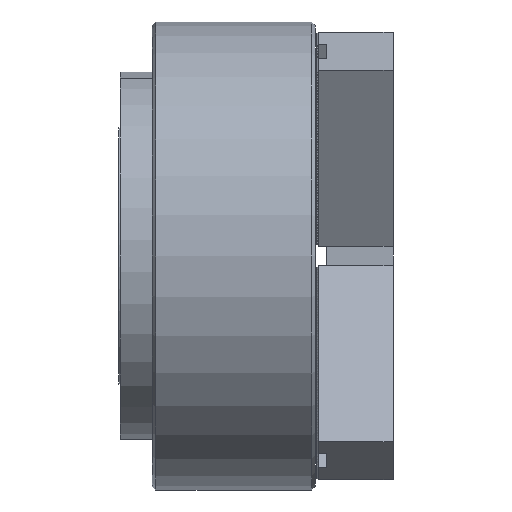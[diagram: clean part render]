
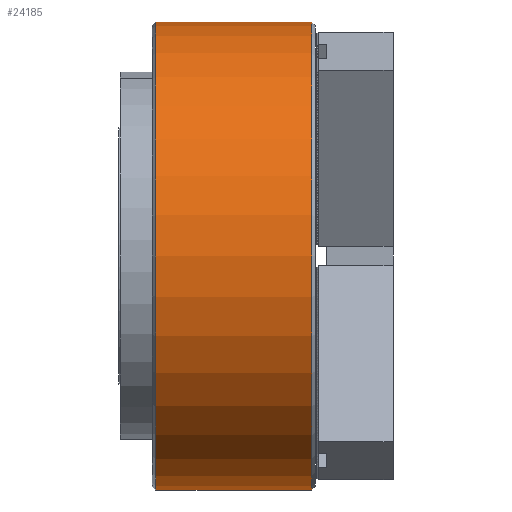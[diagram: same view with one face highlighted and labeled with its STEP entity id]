
A CAD part, front view. The second image highlights one B-rep face of the part: STEP entity #24185.
In plain terms, the highlighted cylindrical face has radius 190.5 mm (diameter 381 mm), a partial arc.
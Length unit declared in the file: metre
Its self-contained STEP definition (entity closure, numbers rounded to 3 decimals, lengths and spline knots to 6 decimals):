
#7119 = VERTEX_POINT ( 'NONE', #11027 ) ;
#7815 = VERTEX_POINT ( 'NONE', #11149 ) ;
#7965 = VERTEX_POINT ( 'NONE', #11236 ) ;
#7966 = VERTEX_POINT ( 'NONE', #11222 ) ;
#8175 = EDGE_CURVE ( 'NONE', #7965, #7966, #8622, .T. ) ;
#8211 = EDGE_CURVE ( 'NONE', #7119, #7815, #9083, .T. ) ;
#8622 = LINE ( 'NONE', #8653, #8659 ) ;
#8653 = CARTESIAN_POINT ( 'NONE',  ( 0., 0., 0.1905 ) ) ;
#8658 = DIRECTION ( 'NONE',  ( 1., 0., 0. ) ) ;
#8659 = VECTOR ( 'NONE', #8658, 1. ) ;
#9082 = CARTESIAN_POINT ( 'NONE',  ( 0., 0., -0.1905 ) ) ;
#9083 = LINE ( 'NONE', #9082, #9198 ) ;
#9191 = DIRECTION ( 'NONE',  ( 1., 0., 0. ) ) ;
#9198 = VECTOR ( 'NONE', #9191, 1. ) ;
#11027 = CARTESIAN_POINT ( 'NONE',  ( -0.13, 0., -0.1905 ) ) ;
#11149 = CARTESIAN_POINT ( 'NONE',  ( -0.003, 0., -0.1905 ) ) ;
#11222 = CARTESIAN_POINT ( 'NONE',  ( -0.003, 0., 0.1905 ) ) ;
#11236 = CARTESIAN_POINT ( 'NONE',  ( -0.13, 0., 0.1905 ) ) ;
#15631 = AXIS2_PLACEMENT_3D ( 'NONE', #15664, #15671, #15670 ) ;
#15641 = FACE_OUTER_BOUND ( 'NONE', #24135, .T. ) ;
#15651 = CYLINDRICAL_SURFACE ( 'NONE', #15631, 0.1905 ) ;
#15664 = CARTESIAN_POINT ( 'NONE',  ( 0., 0., 0. ) ) ;
#15670 = DIRECTION ( 'NONE',  ( 0., 0., -1. ) ) ;
#15671 = DIRECTION ( 'NONE',  ( 1., 0., 0. ) ) ;
#24124 = ORIENTED_EDGE ( 'NONE', *, *, #27823, .T. ) ;
#24135 = EDGE_LOOP ( 'NONE', ( #25247, #27637, #24172, #24124 ) ) ;
#24172 = ORIENTED_EDGE ( 'NONE', *, *, #8211, .T. ) ;
#24185 = ADVANCED_FACE ( 'NONE', ( #15641 ), #15651, .T. ) ;
#25247 = ORIENTED_EDGE ( 'NONE', *, *, #8175, .F. ) ;
#26293 = CIRCLE ( 'NONE', #26343, 0.1905 ) ;
#26331 = DIRECTION ( 'NONE',  ( 0., 0., -1. ) ) ;
#26332 = DIRECTION ( 'NONE',  ( -1., 0., 0. ) ) ;
#26333 = CARTESIAN_POINT ( 'NONE',  ( -0.003, 0., 0. ) ) ;
#26343 = AXIS2_PLACEMENT_3D ( 'NONE', #26333, #26332, #26331 ) ;
#27637 = ORIENTED_EDGE ( 'NONE', *, *, #27749, .T. ) ;
#27749 = EDGE_CURVE ( 'NONE', #7965, #7119, #31955, .T. ) ;
#27823 = EDGE_CURVE ( 'NONE', #7815, #7966, #26293, .T. ) ;
#30022 = DIRECTION ( 'NONE',  ( 1., 0., 0. ) ) ;
#30033 = DIRECTION ( 'NONE',  ( 0., 0., 1. ) ) ;
#31943 = CARTESIAN_POINT ( 'NONE',  ( -0.13, 0., 0. ) ) ;
#31955 = CIRCLE ( 'NONE', #31957, 0.1905 ) ;
#31957 = AXIS2_PLACEMENT_3D ( 'NONE', #31943, #30022, #30033 ) ;
